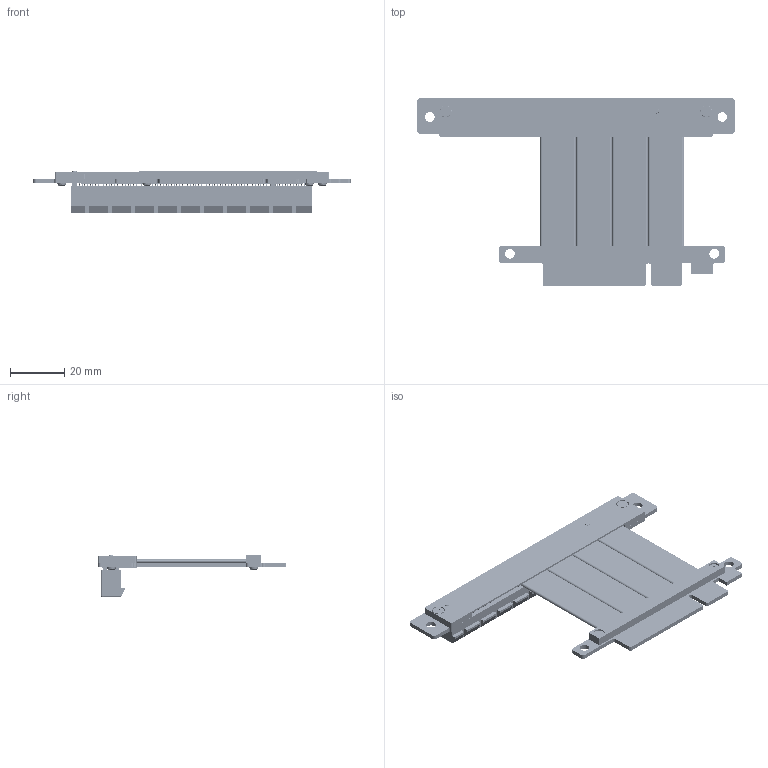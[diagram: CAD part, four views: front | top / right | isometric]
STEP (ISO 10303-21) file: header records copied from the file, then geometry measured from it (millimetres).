
FILE_DESCRIPTION(('Open CASCADE Model'),'2;1');
FILE_NAME('Open CASCADE Shape Model','2020-03-21T03:22:59',('Author'),( 'Open CASCADE'),'Open CASCADE STEP processor 6.8','Open CASCADE 6.8' ,'Unknown');
FILE_SCHEMA(('AUTOMOTIVE_DESIGN { 1 0 10303 214 1 1 1 1 }'));
Length unit declared in the file: millimetre
Products named in the file (16): PCB; Board; Open CASCADE STEP translator 6.8 34.1.1; Free-Models; RP33R-PAD; TE_PCIe_Express_x16_(3.1mm_Pins)_RGB4404530; PCIe_Body_PCIe_x16; Pins_Internal_Pin_(Long); Pins_External_Pin_(Long); tape-3P_RGB0; G0033_RGB13097436; Hexagon_nut_ISO_4032_(DIN_934)_-_M2_RGB9411503; Tape28x5_RGB0; G0033_RGB9411503; R8S-PAD-20170526; cable20-43
Assembly tree (186 placements, depth 4):
  PCB
    Board
      Open CASCADE STEP translator 6.8 34.1.1
    Free-Models
      RP33R-PAD
      TE_PCIe_Express_x16_(3.1mm_Pins)_RGB4404530
        PCIe_Body_PCIe_x16
        Pins_Internal_Pin_(Long)  x82
        Pins_External_Pin_(Long)  x82
      tape-3P_RGB0
      G0033_RGB13097436  x2
      Hexagon_nut_ISO_4032_(DIN_934)_-_M2_RGB9411503  x4
      Tape28x5_RGB0  x2
      G0033_RGB9411503  x2
      R8S-PAD-20170526
      cable20-43  x4
Bounding box: 117.08 x 69.47 x 15.65 mm (x, y, z)
Volume: 14189.3 mm3; surface area: 39022.1 mm2
Topology: 343 solids, 343 shells, 8354 faces, 22860 edges, 15050 vertices
Faces by surface type: plane 4576, cylinder 3396, torus 320, cone 52, revolution 8, sphere 2
Full cylindrical faces by diameter (mm): 0.6 x200, 0.7 x164, 1.2 x4, 1.6 x164, 2 x4, 2.2 x7, 2.35 x2, 2.4 x2, 3.5 x1, 3.6 x3, 4 x2, 4.8 x2
Entity records: 108765 total; most frequent: CARTESIAN_POINT 18036, ORIENTED_EDGE 17426, DIRECTION 16511, EDGE_CURVE 8713, LINE 6663, VECTOR 6663, VERTEX_POINT 5752, AXIS2_PLACEMENT_3D 4922
